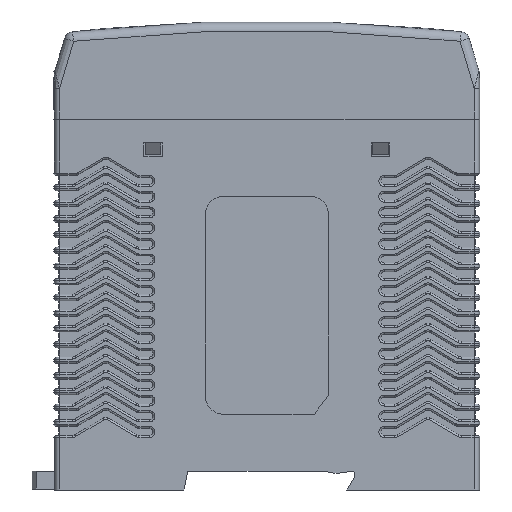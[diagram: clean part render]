
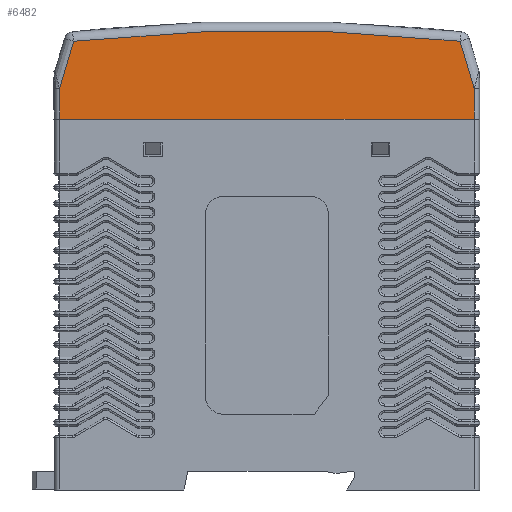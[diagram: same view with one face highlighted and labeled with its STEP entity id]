
A CAD part, front view. The second image highlights one B-rep face of the part: STEP entity #6482.
In plain terms, the highlighted planar face has unit normal (0, -1, 0).
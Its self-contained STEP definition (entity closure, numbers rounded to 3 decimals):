
#1624=B_SPLINE_CURVE_WITH_KNOTS('',3,(#106359,#106360,#106361,#106362,#106363,
#106364,#106365,#106366,#106367,#106368,#106369,#106370,#106371,#106372,
#106373,#106374),.UNSPECIFIED.,.F.,.F.,(4,3,3,3,3,4),(0.,0.125,
0.335,0.545,0.755,1.),.UNSPECIFIED.);
#1625=B_SPLINE_CURVE_WITH_KNOTS('',3,(#106379,#106380,#106381,#106382,#106383,
#106384,#106385,#106386,#106387,#106388,#106389,#106390,#106391,#106392,
#106393,#106394),.UNSPECIFIED.,.F.,.F.,(4,3,3,3,3,4),(0.,0.245,
0.455,0.665,0.875,1.),.UNSPECIFIED.);
#6482=ADVANCED_FACE('',(#11044),#7779,.T.);
#7779=PLANE('',#69414);
#11044=FACE_OUTER_BOUND('',#14425,.T.);
#14425=EDGE_LOOP('',(#40647,#40648,#40649,#40650,#40651,#40652));
#18806=LINE('',#105598,#23856);
#18847=LINE('',#106376,#23897);
#18848=LINE('',#106377,#23898);
#23856=VECTOR('',#87211,1.);
#23897=VECTOR('',#87334,1.);
#23898=VECTOR('',#87335,1.);
#40647=ORIENTED_EDGE('',*,*,#57482,.T.);
#40648=ORIENTED_EDGE('',*,*,#57483,.T.);
#40649=ORIENTED_EDGE('',*,*,#57484,.T.);
#40650=ORIENTED_EDGE('',*,*,#57389,.F.);
#40651=ORIENTED_EDGE('',*,*,#57485,.T.);
#40652=ORIENTED_EDGE('',*,*,#57486,.T.);
#48601=VERTEX_POINT('',#105597);
#48602=VERTEX_POINT('',#105599);
#48685=VERTEX_POINT('',#106357);
#48686=VERTEX_POINT('',#106358);
#48687=VERTEX_POINT('',#106375);
#48688=VERTEX_POINT('',#106378);
#57389=EDGE_CURVE('',#48601,#48602,#18806,.T.);
#57482=EDGE_CURVE('',#48685,#48686,#62593,.T.);
#57483=EDGE_CURVE('',#48686,#48687,#1624,.T.);
#57484=EDGE_CURVE('',#48687,#48602,#18847,.T.);
#57485=EDGE_CURVE('',#48601,#48688,#18848,.T.);
#57486=EDGE_CURVE('',#48688,#48685,#1625,.T.);
#62593=CIRCLE('',#69413,374.35);
#69413=AXIS2_PLACEMENT_3D('',#106356,#87332,#87333);
#69414=AXIS2_PLACEMENT_3D('',#106395,#87336,#87337);
#87211=DIRECTION('',(-1.,0.,0.));
#87332=DIRECTION('',(0.,-1.,0.));
#87333=DIRECTION('',(0.,0.,-1.));
#87334=DIRECTION('',(0.,0.,-1.));
#87335=DIRECTION('',(0.,0.,1.));
#87336=DIRECTION('',(0.,-1.,0.));
#87337=DIRECTION('',(0.,0.,-1.));
#105597=CARTESIAN_POINT('',(43.791,-11.5,78.3));
#105598=CARTESIAN_POINT('',(43.791,-11.5,78.3));
#105599=CARTESIAN_POINT('',(-43.791,-11.5,78.3));
#106356=CARTESIAN_POINT('',(0.,-11.5,-277.35));
#106357=CARTESIAN_POINT('',(40.807,-11.5,94.769));
#106358=CARTESIAN_POINT('',(-40.807,-11.5,94.769));
#106359=CARTESIAN_POINT('',(-40.807,-11.5,94.769));
#106360=CARTESIAN_POINT('',(-40.932,-11.5,94.353));
#106361=CARTESIAN_POINT('',(-41.057,-11.5,93.938));
#106362=CARTESIAN_POINT('',(-41.182,-11.5,93.522));
#106363=CARTESIAN_POINT('',(-41.39,-11.5,92.827));
#106364=CARTESIAN_POINT('',(-41.599,-11.5,92.132));
#106365=CARTESIAN_POINT('',(-41.808,-11.5,91.436));
#106366=CARTESIAN_POINT('',(-42.016,-11.5,90.741));
#106367=CARTESIAN_POINT('',(-42.225,-11.5,90.046));
#106368=CARTESIAN_POINT('',(-42.434,-11.5,89.351));
#106369=CARTESIAN_POINT('',(-42.642,-11.5,88.656));
#106370=CARTESIAN_POINT('',(-42.851,-11.5,87.961));
#106371=CARTESIAN_POINT('',(-43.059,-11.5,87.266));
#106372=CARTESIAN_POINT('',(-43.303,-11.5,86.453));
#106373=CARTESIAN_POINT('',(-43.547,-11.5,85.641));
#106374=CARTESIAN_POINT('',(-43.791,-11.5,84.828));
#106375=CARTESIAN_POINT('',(-43.791,-11.5,84.828));
#106376=CARTESIAN_POINT('',(-43.791,-11.5,116.3));
#106377=CARTESIAN_POINT('',(43.791,-11.5,116.3));
#106378=CARTESIAN_POINT('',(43.791,-11.5,84.828));
#106379=CARTESIAN_POINT('',(43.791,-11.5,84.828));
#106380=CARTESIAN_POINT('',(43.547,-11.5,85.641));
#106381=CARTESIAN_POINT('',(43.303,-11.5,86.453));
#106382=CARTESIAN_POINT('',(43.059,-11.5,87.266));
#106383=CARTESIAN_POINT('',(42.851,-11.5,87.961));
#106384=CARTESIAN_POINT('',(42.642,-11.5,88.656));
#106385=CARTESIAN_POINT('',(42.434,-11.5,89.351));
#106386=CARTESIAN_POINT('',(42.225,-11.5,90.046));
#106387=CARTESIAN_POINT('',(42.016,-11.5,90.741));
#106388=CARTESIAN_POINT('',(41.808,-11.5,91.436));
#106389=CARTESIAN_POINT('',(41.599,-11.5,92.132));
#106390=CARTESIAN_POINT('',(41.39,-11.5,92.827));
#106391=CARTESIAN_POINT('',(41.182,-11.5,93.522));
#106392=CARTESIAN_POINT('',(41.057,-11.5,93.938));
#106393=CARTESIAN_POINT('',(40.932,-11.5,94.353));
#106394=CARTESIAN_POINT('',(40.807,-11.5,94.769));
#106395=CARTESIAN_POINT('',(43.791,-11.5,116.3));
